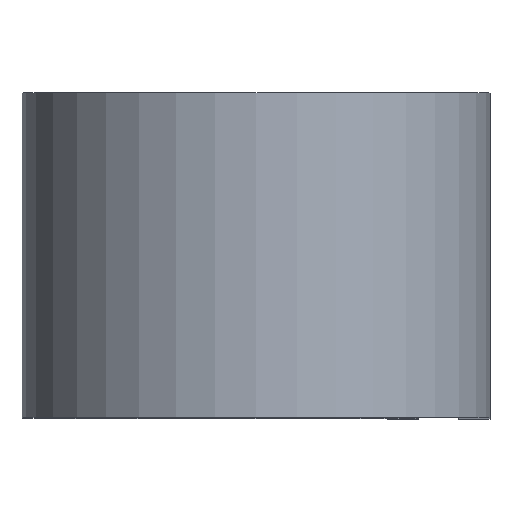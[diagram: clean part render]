
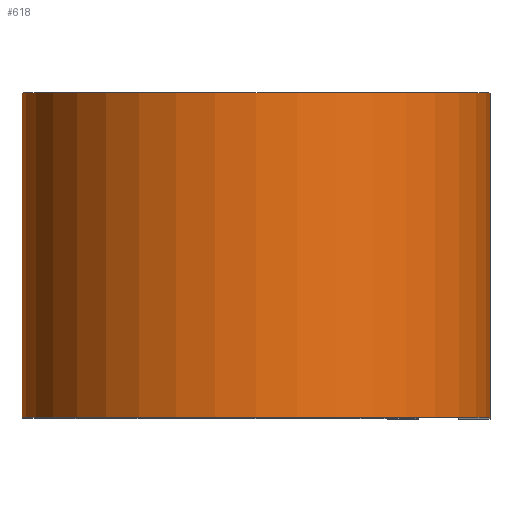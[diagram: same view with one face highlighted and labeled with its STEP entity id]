
A CAD part, top view. The second image highlights one B-rep face of the part: STEP entity #618.
In plain terms, the highlighted cylindrical face has radius 9.157 mm (diameter 18.313 mm), a partial arc.
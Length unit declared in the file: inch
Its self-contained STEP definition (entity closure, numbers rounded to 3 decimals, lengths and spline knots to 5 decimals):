
#10 = CARTESIAN_POINT ( 'NONE',  ( 0.3605, 0.25, 0.625 ) ) ;
#20 = CARTESIAN_POINT ( 'NONE',  ( -0.3605, 0.25, 0.625 ) ) ;
#22 = ORIENTED_EDGE ( 'NONE', *, *, #87, .F. ) ;
#57 = ORIENTED_EDGE ( 'NONE', *, *, #380, .T. ) ;
#63 = CARTESIAN_POINT ( 'NONE',  ( 0.3605, -0.25, 0.625 ) ) ;
#67 = DIRECTION ( 'NONE',  ( 0., 0., -1. ) ) ;
#76 = DIRECTION ( 'NONE',  ( 0., -1., 0. ) ) ;
#87 = EDGE_CURVE ( 'NONE', #293, #150, #249, .T. ) ;
#98 = DIRECTION ( 'NONE',  ( 0., 1., 0. ) ) ;
#141 = CARTESIAN_POINT ( 'NONE',  ( -0.3605, 0.25, 0.625 ) ) ;
#147 = FACE_OUTER_BOUND ( 'NONE', #470, .T. ) ;
#150 = VERTEX_POINT ( 'NONE', #341 ) ;
#205 = LINE ( 'NONE', #141, #525 ) ;
#206 = AXIS2_PLACEMENT_3D ( 'NONE', #581, #840, #527 ) ;
#249 = CIRCLE ( 'NONE', #206, 0.3605 ) ;
#293 = VERTEX_POINT ( 'NONE', #20 ) ;
#341 = CARTESIAN_POINT ( 'NONE',  ( 0.3605, 0.25, 0.625 ) ) ;
#344 = CARTESIAN_POINT ( 'NONE',  ( 0., 0.25, 0.625 ) ) ;
#379 = VERTEX_POINT ( 'NONE', #770 ) ;
#380 = EDGE_CURVE ( 'NONE', #379, #650, #454, .T. ) ;
#402 = ORIENTED_EDGE ( 'NONE', *, *, #789, .F. ) ;
#454 = CIRCLE ( 'NONE', #598, 0.3605 ) ;
#470 = EDGE_LOOP ( 'NONE', ( #57, #402, #22, #545 ) ) ;
#477 = DIRECTION ( 'NONE',  ( 0., -1., 0. ) ) ;
#512 = CARTESIAN_POINT ( 'NONE',  ( 0., -0.25, 0.625 ) ) ;
#525 = VECTOR ( 'NONE', #76, 39.37008 ) ;
#527 = DIRECTION ( 'NONE',  ( 1., 0., 0. ) ) ;
#539 = AXIS2_PLACEMENT_3D ( 'NONE', #344, #477, #67 ) ;
#545 = ORIENTED_EDGE ( 'NONE', *, *, #730, .T. ) ;
#579 = DIRECTION ( 'NONE',  ( 1., 0., 0. ) ) ;
#581 = CARTESIAN_POINT ( 'NONE',  ( 0., 0.25, 0.625 ) ) ;
#598 = AXIS2_PLACEMENT_3D ( 'NONE', #512, #98, #579 ) ;
#600 = CYLINDRICAL_SURFACE ( 'NONE', #539, 0.3605 ) ;
#618 = ADVANCED_FACE ( 'NONE', ( #147 ), #600, .T. ) ;
#650 = VERTEX_POINT ( 'NONE', #63 ) ;
#695 = DIRECTION ( 'NONE',  ( 0., -1., 0. ) ) ;
#704 = VECTOR ( 'NONE', #695, 39.37008 ) ;
#730 = EDGE_CURVE ( 'NONE', #293, #379, #205, .T. ) ;
#770 = CARTESIAN_POINT ( 'NONE',  ( -0.3605, -0.25, 0.625 ) ) ;
#789 = EDGE_CURVE ( 'NONE', #150, #650, #849, .T. ) ;
#840 = DIRECTION ( 'NONE',  ( 0., 1., 0. ) ) ;
#849 = LINE ( 'NONE', #10, #704 ) ;
